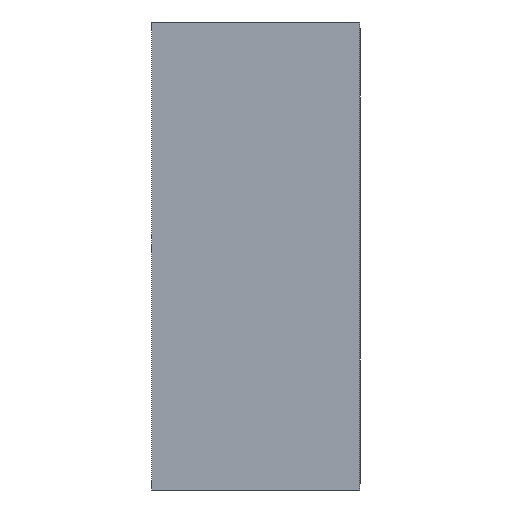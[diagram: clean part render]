
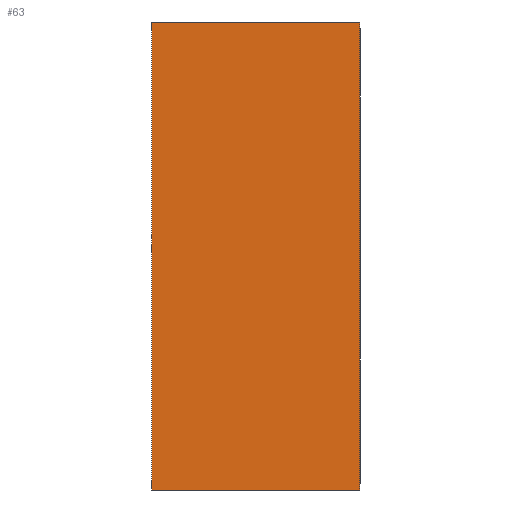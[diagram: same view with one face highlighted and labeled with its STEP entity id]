
A CAD part, left-side view. The second image highlights one B-rep face of the part: STEP entity #63.
In plain terms, the highlighted planar face has unit normal (-1, 0, 0).
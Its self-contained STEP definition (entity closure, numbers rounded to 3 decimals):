
#3 = VERTEX_POINT ( 'NONE', #127 ) ;
#10 = DIRECTION ( 'NONE',  ( 0., -1., 0. ) ) ;
#13 = FACE_OUTER_BOUND ( 'NONE', #103, .T. ) ;
#14 = CARTESIAN_POINT ( 'NONE',  ( 0., 4., 0. ) ) ;
#17 = EDGE_CURVE ( 'NONE', #208, #225, #90, .T. ) ;
#23 = EDGE_CURVE ( 'NONE', #3, #106, #190, .T. ) ;
#26 = ORIENTED_EDGE ( 'NONE', *, *, #206, .F. ) ;
#33 = LINE ( 'NONE', #191, #42 ) ;
#36 = CARTESIAN_POINT ( 'NONE',  ( 0., 0., -9. ) ) ;
#37 = VECTOR ( 'NONE', #10, 1000. ) ;
#42 = VECTOR ( 'NONE', #149, 1000. ) ;
#43 = ORIENTED_EDGE ( 'NONE', *, *, #17, .T. ) ;
#56 = ORIENTED_EDGE ( 'NONE', *, *, #242, .T. ) ;
#59 = LINE ( 'NONE', #14, #37 ) ;
#63 = ADVANCED_FACE ( 'NONE', ( #13 ), #168, .F. ) ;
#73 = DIRECTION ( 'NONE',  ( 0., 0., 1. ) ) ;
#75 = CARTESIAN_POINT ( 'NONE',  ( 0., 4., -9. ) ) ;
#90 = LINE ( 'NONE', #92, #163 ) ;
#92 = CARTESIAN_POINT ( 'NONE',  ( 0., 0., -9. ) ) ;
#103 = EDGE_LOOP ( 'NONE', ( #43, #26, #254, #56 ) ) ;
#106 = VERTEX_POINT ( 'NONE', #137 ) ;
#127 = CARTESIAN_POINT ( 'NONE',  ( 0., 4., -9. ) ) ;
#137 = CARTESIAN_POINT ( 'NONE',  ( 0., 4., 0. ) ) ;
#149 = DIRECTION ( 'NONE',  ( 0., -1., 0. ) ) ;
#151 = DIRECTION ( 'NONE',  ( 1., 0., 0. ) ) ;
#153 = DIRECTION ( 'NONE',  ( 0., 0., 1. ) ) ;
#163 = VECTOR ( 'NONE', #153, 1000. ) ;
#167 = CARTESIAN_POINT ( 'NONE',  ( 0., 0., 0. ) ) ;
#168 = PLANE ( 'NONE',  #201 ) ;
#188 = VECTOR ( 'NONE', #73, 1000. ) ;
#190 = LINE ( 'NONE', #258, #188 ) ;
#191 = CARTESIAN_POINT ( 'NONE',  ( 0., 4., -9. ) ) ;
#201 = AXIS2_PLACEMENT_3D ( 'NONE', #75, #151, #236 ) ;
#206 = EDGE_CURVE ( 'NONE', #106, #225, #59, .T. ) ;
#208 = VERTEX_POINT ( 'NONE', #36 ) ;
#225 = VERTEX_POINT ( 'NONE', #167 ) ;
#236 = DIRECTION ( 'NONE',  ( 0., 0., -1. ) ) ;
#242 = EDGE_CURVE ( 'NONE', #3, #208, #33, .T. ) ;
#254 = ORIENTED_EDGE ( 'NONE', *, *, #23, .F. ) ;
#258 = CARTESIAN_POINT ( 'NONE',  ( 0., 4., -9. ) ) ;
